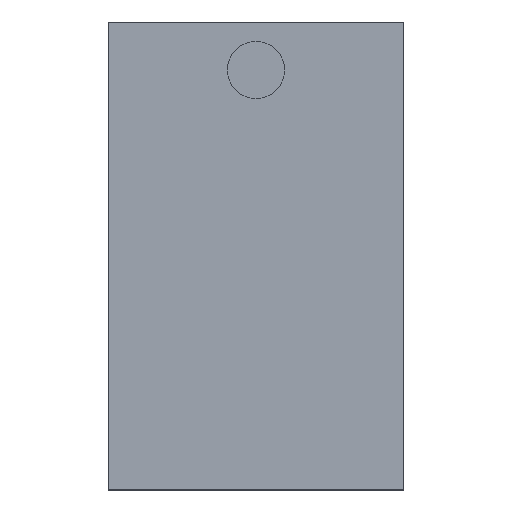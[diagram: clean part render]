
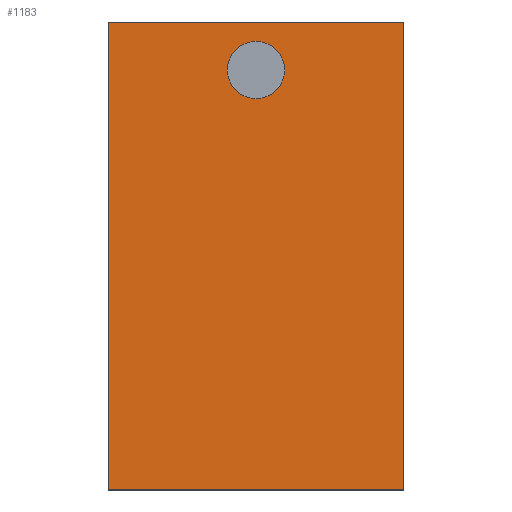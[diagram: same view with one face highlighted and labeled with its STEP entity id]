
A CAD part, top view. The second image highlights one B-rep face of the part: STEP entity #1183.
In plain terms, the highlighted planar face has unit normal (0, 0, 1).
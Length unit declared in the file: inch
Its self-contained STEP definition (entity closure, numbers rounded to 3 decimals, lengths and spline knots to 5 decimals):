
#53 = LINE ( 'NONE', #593, #1373 ) ;
#56 = CARTESIAN_POINT ( 'NONE',  ( 0.02536, -0.04012, 0.02677 ) ) ;
#191 = LINE ( 'NONE', #2523, #1119 ) ;
#237 = VECTOR ( 'NONE', #1103, 39.37008 ) ;
#257 = EDGE_CURVE ( 'NONE', #522, #1299, #191, .T. ) ;
#446 = CARTESIAN_POINT ( 'NONE',  ( -0.02536, 0.04012, 0.02677 ) ) ;
#522 = VERTEX_POINT ( 'NONE', #2130 ) ;
#593 = CARTESIAN_POINT ( 'NONE',  ( 0.02244, 0.04012, 0.02677 ) ) ;
#596 = CARTESIAN_POINT ( 'NONE',  ( 0., 0., 0.02677 ) ) ;
#710 = LINE ( 'NONE', #1302, #237 ) ;
#796 = EDGE_CURVE ( 'NONE', #2031, #917, #2274, .T. ) ;
#886 = ORIENTED_EDGE ( 'NONE', *, *, #796, .F. ) ;
#917 = VERTEX_POINT ( 'NONE', #446 ) ;
#927 = DIRECTION ( 'NONE',  ( 0., 0., -1. ) ) ;
#959 = DIRECTION ( 'NONE',  ( 0., 1., 0. ) ) ;
#967 = DIRECTION ( 'NONE',  ( -1., 0., 0. ) ) ;
#1059 = EDGE_LOOP ( 'NONE', ( #1962, #1567, #886, #2244 ) ) ;
#1100 = VECTOR ( 'NONE', #959, 39.37008 ) ;
#1103 = DIRECTION ( 'NONE',  ( -1., 0., 0. ) ) ;
#1119 = VECTOR ( 'NONE', #2343, 39.37008 ) ;
#1183 = ADVANCED_FACE ( 'NONE', ( #2104 ), #2311, .F. ) ;
#1299 = VERTEX_POINT ( 'NONE', #56 ) ;
#1302 = CARTESIAN_POINT ( 'NONE',  ( 0.02244, -0.04012, 0.02677 ) ) ;
#1373 = VECTOR ( 'NONE', #1986, 39.37008 ) ;
#1480 = CARTESIAN_POINT ( 'NONE',  ( -0.02536, 0.00472, 0.02677 ) ) ;
#1567 = ORIENTED_EDGE ( 'NONE', *, *, #1727, .F. ) ;
#1713 = CARTESIAN_POINT ( 'NONE',  ( -0.02536, -0.04012, 0.02677 ) ) ;
#1727 = EDGE_CURVE ( 'NONE', #917, #522, #53, .T. ) ;
#1872 = AXIS2_PLACEMENT_3D ( 'NONE', #596, #927, #967 ) ;
#1962 = ORIENTED_EDGE ( 'NONE', *, *, #257, .F. ) ;
#1986 = DIRECTION ( 'NONE',  ( 1., 0., 0. ) ) ;
#2031 = VERTEX_POINT ( 'NONE', #1713 ) ;
#2104 = FACE_OUTER_BOUND ( 'NONE', #1059, .T. ) ;
#2130 = CARTESIAN_POINT ( 'NONE',  ( 0.02536, 0.04012, 0.02677 ) ) ;
#2244 = ORIENTED_EDGE ( 'NONE', *, *, #2333, .F. ) ;
#2274 = LINE ( 'NONE', #1480, #1100 ) ;
#2311 = PLANE ( 'NONE',  #1872 ) ;
#2333 = EDGE_CURVE ( 'NONE', #1299, #2031, #710, .T. ) ;
#2343 = DIRECTION ( 'NONE',  ( 0., -1., 0. ) ) ;
#2523 = CARTESIAN_POINT ( 'NONE',  ( 0.02536, 0.00472, 0.02677 ) ) ;
